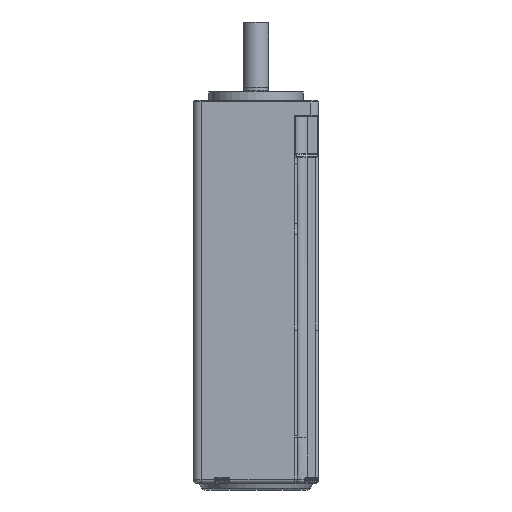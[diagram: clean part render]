
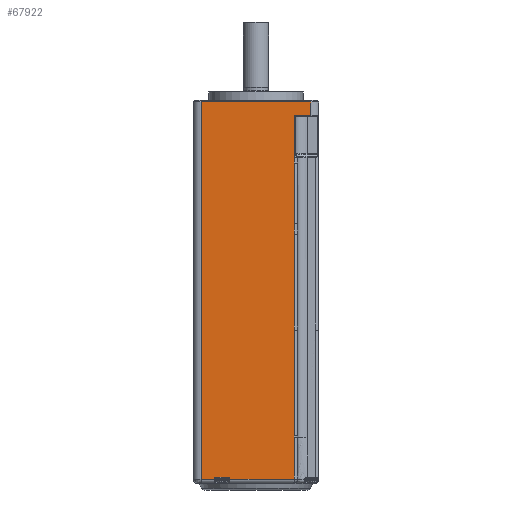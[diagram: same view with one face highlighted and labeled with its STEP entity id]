
A CAD part, front view. The second image highlights one B-rep face of the part: STEP entity #67922.
In plain terms, the highlighted planar face has unit normal (0, -1, 0).
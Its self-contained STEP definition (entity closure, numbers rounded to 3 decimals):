
#1571=CARTESIAN_POINT('',(-13.25,-20.,-103.4));
#1572=VERTEX_POINT('',#1571);
#1580=CARTESIAN_POINT('',(-17.5,-20.,-103.4));
#1581=VERTEX_POINT('',#1580);
#1582=CARTESIAN_POINT('',(-13.25,-20.,-103.4));
#1583=DIRECTION('',(-1.,0.,0.));
#1584=VECTOR('',#1583,4.25);
#1585=LINE('',#1582,#1584);
#1586=EDGE_CURVE('',#1572,#1581,#1585,.T.);
#2769=CARTESIAN_POINT('',(12.26,-20.,-103.4));
#2770=VERTEX_POINT('',#2769);
#2771=CARTESIAN_POINT('',(-8.35,-20.,-103.4));
#2772=VERTEX_POINT('',#2771);
#2773=CARTESIAN_POINT('',(12.26,-20.,-103.4));
#2774=DIRECTION('',(-1.,0.,0.));
#2775=VECTOR('',#2774,20.61);
#2776=LINE('',#2773,#2775);
#2777=EDGE_CURVE('',#2770,#2772,#2776,.T.);
#3640=CARTESIAN_POINT('',(-13.25,-20.,-103.3));
#3641=VERTEX_POINT('',#3640);
#3649=CARTESIAN_POINT('',(-13.25,-20.,-103.3));
#3650=DIRECTION('',(0.,0.,-1.));
#3651=VECTOR('',#3650,0.1);
#3652=LINE('',#3649,#3651);
#3653=EDGE_CURVE('',#3641,#1572,#3652,.T.);
#3674=CARTESIAN_POINT('',(-12.85,-20.,-102.9));
#3675=VERTEX_POINT('',#3674);
#3676=CARTESIAN_POINT('',(-12.85,-20.,-103.3));
#3677=DIRECTION('',(0.,0.,1.));
#3678=DIRECTION('',(0.,-1.,-0.));
#3679=AXIS2_PLACEMENT_3D('',#3676,#3678,#3677);
#3680=CIRCLE('',#3679,0.4);
#3681=EDGE_CURVE('',#3675,#3641,#3680,.T.);
#3710=CARTESIAN_POINT('',(-8.75,-20.,-102.9));
#3711=VERTEX_POINT('',#3710);
#3719=CARTESIAN_POINT('',(-8.75,-20.,-102.9));
#3720=DIRECTION('',(-1.,0.,0.));
#3721=VECTOR('',#3720,4.1);
#3722=LINE('',#3719,#3721);
#3723=EDGE_CURVE('',#3711,#3675,#3722,.T.);
#3769=CARTESIAN_POINT('',(-8.35,-20.,-103.3));
#3770=VERTEX_POINT('',#3769);
#3778=CARTESIAN_POINT('',(-8.75,-20.,-103.3));
#3779=DIRECTION('',(1.,0.,0.));
#3780=DIRECTION('',(-0.,-1.,0.));
#3781=AXIS2_PLACEMENT_3D('',#3778,#3780,#3779);
#3782=CIRCLE('',#3781,0.4);
#3783=EDGE_CURVE('',#3770,#3711,#3782,.T.);
#3810=CARTESIAN_POINT('',(-8.35,-20.,-103.4));
#3811=DIRECTION('',(0.,0.,1.));
#3812=VECTOR('',#3811,0.1);
#3813=LINE('',#3810,#3812);
#3814=EDGE_CURVE('',#2772,#3770,#3813,.T.);
#3843=CARTESIAN_POINT('',(12.26,-20.,-90.2));
#3844=VERTEX_POINT('',#3843);
#3852=CARTESIAN_POINT('',(12.26,-20.,-90.2));
#3853=DIRECTION('',(0.,0.,-1.));
#3854=VECTOR('',#3853,13.2);
#3855=LINE('',#3852,#3854);
#3856=EDGE_CURVE('',#3844,#2770,#3855,.T.);
#3879=CARTESIAN_POINT('',(12.26,-20.,-89.6));
#3880=VERTEX_POINT('',#3879);
#3881=CARTESIAN_POINT('',(12.26,-20.,-89.6));
#3882=DIRECTION('',(0.,0.,-1.));
#3883=VECTOR('',#3882,0.6);
#3884=LINE('',#3881,#3883);
#3885=EDGE_CURVE('',#3880,#3844,#3884,.T.);
#3930=CARTESIAN_POINT('',(12.26,-20.,-55.9));
#3931=VERTEX_POINT('',#3930);
#3939=CARTESIAN_POINT('',(12.26,-20.,-55.9));
#3940=DIRECTION('',(0.,0.,-1.));
#3941=VECTOR('',#3940,33.7);
#3942=LINE('',#3939,#3941);
#3943=EDGE_CURVE('',#3931,#3880,#3942,.T.);
#3963=CARTESIAN_POINT('',(12.163,-20.,-25.4));
#3964=VERTEX_POINT('',#3963);
#3978=CARTESIAN_POINT('',(12.161,-20.,-55.9));
#3979=VERTEX_POINT('',#3978);
#3980=CARTESIAN_POINT('',(12.163,-20.,-25.4));
#3981=DIRECTION('',(0.,0.,-1.));
#3982=VECTOR('',#3981,30.5);
#3983=LINE('',#3980,#3982);
#3984=EDGE_CURVE('',#3964,#3979,#3983,.T.);
#3986=CARTESIAN_POINT('',(12.161,-18.9,-55.9));
#3987=DIRECTION('',(0.,-1.,0.));
#3988=DIRECTION('',(0.,0.,1.));
#3989=AXIS2_PLACEMENT_3D('',#3986,#3988,#3987);
#3990=CIRCLE('',#3989,1.1);
#3991=EDGE_CURVE('',#3979,#3931,#3990,.T.);
#9491=CARTESIAN_POINT('',(12.162,-20.,-21.9));
#9492=VERTEX_POINT('',#9491);
#9500=CARTESIAN_POINT('',(12.163,-20.,-25.4));
#9501=DIRECTION('',(0.,0.,1.));
#9502=VECTOR('',#9501,3.5);
#9503=LINE('',#9500,#9502);
#9504=EDGE_CURVE('',#3964,#9492,#9503,.T.);
#67820=CARTESIAN_POINT('',(0.,-20.,-43.344));
#67821=DIRECTION('',(0.,0.,1.));
#67822=DIRECTION('',(-0.,-1.,0.));
#67823=AXIS2_PLACEMENT_3D('',#67820,#67822,#67821);
#67824=PLANE('',#67823);
#67825=ORIENTED_EDGE('',*,*,#1586,.F.);
#67826=ORIENTED_EDGE('',*,*,#3653,.F.);
#67827=ORIENTED_EDGE('',*,*,#3681,.F.);
#67828=ORIENTED_EDGE('',*,*,#3723,.F.);
#67829=ORIENTED_EDGE('',*,*,#3783,.F.);
#67830=ORIENTED_EDGE('',*,*,#3814,.F.);
#67831=ORIENTED_EDGE('',*,*,#2777,.F.);
#67832=ORIENTED_EDGE('',*,*,#3856,.F.);
#67833=ORIENTED_EDGE('',*,*,#3885,.F.);
#67834=ORIENTED_EDGE('',*,*,#3943,.F.);
#67835=ORIENTED_EDGE('',*,*,#3991,.F.);
#67836=ORIENTED_EDGE('',*,*,#3984,.F.);
#67837=ORIENTED_EDGE('',*,*,#9504,.T.);
#67838=CARTESIAN_POINT('',(12.163,-20.,-2.7));
#67839=VERTEX_POINT('',#67838);
#67840=CARTESIAN_POINT('',(12.161,-20.,-21.9));
#67841=CARTESIAN_POINT('',(12.162,-20.,-15.001));
#67842=CARTESIAN_POINT('',(12.162,-20.,-8.102));
#67843=CARTESIAN_POINT('',(12.163,-20.,-2.7));
#67844=B_SPLINE_CURVE_WITH_KNOTS('',3,(#67840,#67841,#67842,#67843),.UNSPECIFIED.,.F.,.U.,(4,4),(0.,0.403),.UNSPECIFIED.);
#67845=EDGE_CURVE('',#9492,#67839,#67844,.T.);
#67846=ORIENTED_EDGE('',*,*,#67845,.T.);
#67847=CARTESIAN_POINT('',(12.163,-20.,-0.8));
#67848=VERTEX_POINT('',#67847);
#67849=CARTESIAN_POINT('',(12.163,-20.,-2.7));
#67850=CARTESIAN_POINT('',(12.163,-20.,-2.067));
#67851=CARTESIAN_POINT('',(12.163,-20.,-1.433));
#67852=CARTESIAN_POINT('',(12.163,-20.,-0.8));
#67853=B_SPLINE_CURVE_WITH_KNOTS('',3,(#67849,#67850,#67851,#67852),.UNSPECIFIED.,.F.,.U.,(4,4),(0.5,0.556),.UNSPECIFIED.);
#67854=EDGE_CURVE('',#67839,#67848,#67853,.T.);
#67855=ORIENTED_EDGE('',*,*,#67854,.T.);
#67856=CARTESIAN_POINT('',(12.163,-20.,0.167));
#67857=VERTEX_POINT('',#67856);
#67858=CARTESIAN_POINT('',(12.163,-20.,-0.8));
#67859=DIRECTION('',(0.,0.,1.));
#67860=VECTOR('',#67859,0.967);
#67861=LINE('',#67858,#67860);
#67862=EDGE_CURVE('',#67848,#67857,#67861,.T.);
#67863=ORIENTED_EDGE('',*,*,#67862,.T.);
#67864=CARTESIAN_POINT('',(12.16,-20.,0.227));
#67865=VERTEX_POINT('',#67864);
#67866=CARTESIAN_POINT('',(12.76,-20.,0.227));
#67867=DIRECTION('',(-0.995,0.,-0.101));
#67868=DIRECTION('',(0.,1.,0.));
#67869=AXIS2_PLACEMENT_3D('',#67866,#67868,#67867);
#67870=CIRCLE('',#67869,0.6);
#67871=EDGE_CURVE('',#67857,#67865,#67870,.T.);
#67872=ORIENTED_EDGE('',*,*,#67871,.T.);
#67873=CARTESIAN_POINT('',(12.16,-20.,12.1));
#67874=VERTEX_POINT('',#67873);
#67875=CARTESIAN_POINT('',(12.16,-20.,0.227));
#67876=DIRECTION('',(0.,0.,1.));
#67877=VECTOR('',#67876,11.873);
#67878=LINE('',#67875,#67877);
#67879=EDGE_CURVE('',#67865,#67874,#67878,.T.);
#67880=ORIENTED_EDGE('',*,*,#67879,.T.);
#67881=CARTESIAN_POINT('',(12.66,-20.,12.6));
#67882=VERTEX_POINT('',#67881);
#67883=CARTESIAN_POINT('',(12.66,-20.,12.1));
#67884=DIRECTION('',(-1.,0.,0.));
#67885=DIRECTION('',(-0.,1.,0.));
#67886=AXIS2_PLACEMENT_3D('',#67883,#67885,#67884);
#67887=CIRCLE('',#67886,0.5);
#67888=EDGE_CURVE('',#67874,#67882,#67887,.T.);
#67889=ORIENTED_EDGE('',*,*,#67888,.T.);
#67890=CARTESIAN_POINT('',(17.5,-20.,12.6));
#67891=VERTEX_POINT('',#67890);
#67892=CARTESIAN_POINT('',(12.66,-20.,12.6));
#67893=DIRECTION('',(1.,0.,0.));
#67894=VECTOR('',#67893,4.84);
#67895=LINE('',#67892,#67894);
#67896=EDGE_CURVE('',#67882,#67891,#67895,.T.);
#67897=ORIENTED_EDGE('',*,*,#67896,.T.);
#67898=CARTESIAN_POINT('',(17.5,-20.,16.8));
#67899=VERTEX_POINT('',#67898);
#67900=CARTESIAN_POINT('',(17.5,-20.,12.6));
#67901=DIRECTION('',(0.,0.,1.));
#67902=VECTOR('',#67901,4.2);
#67903=LINE('',#67900,#67902);
#67904=EDGE_CURVE('',#67891,#67899,#67903,.T.);
#67905=ORIENTED_EDGE('',*,*,#67904,.T.);
#67906=CARTESIAN_POINT('',(-17.5,-20.,16.8));
#67907=VERTEX_POINT('',#67906);
#67908=CARTESIAN_POINT('',(17.5,-20.,16.8));
#67909=DIRECTION('',(-1.,0.,0.));
#67910=VECTOR('',#67909,35.);
#67911=LINE('',#67908,#67910);
#67912=EDGE_CURVE('',#67899,#67907,#67911,.T.);
#67913=ORIENTED_EDGE('',*,*,#67912,.T.);
#67914=CARTESIAN_POINT('',(-17.5,-20.,16.8));
#67915=DIRECTION('',(0.,0.,-1.));
#67916=VECTOR('',#67915,120.2);
#67917=LINE('',#67914,#67916);
#67918=EDGE_CURVE('',#67907,#1581,#67917,.T.);
#67919=ORIENTED_EDGE('',*,*,#67918,.T.);
#67920=EDGE_LOOP('',(#67825,#67826,#67827,#67828,#67829,#67830,#67831,#67832,#67833,#67834,#67835,#67836,#67837,#67846,#67855,#67863,#67872,#67880,#67889,#67897,#67905,#67913,#67919));
#67921=FACE_OUTER_BOUND('',#67920,.T.);
#67922=ADVANCED_FACE('',(#67921),#67824,.T.);
